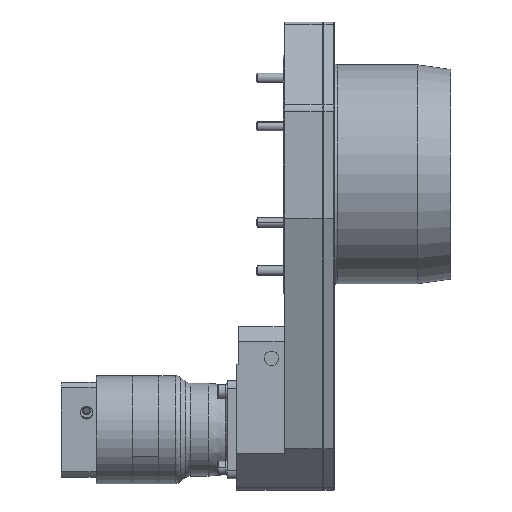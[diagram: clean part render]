
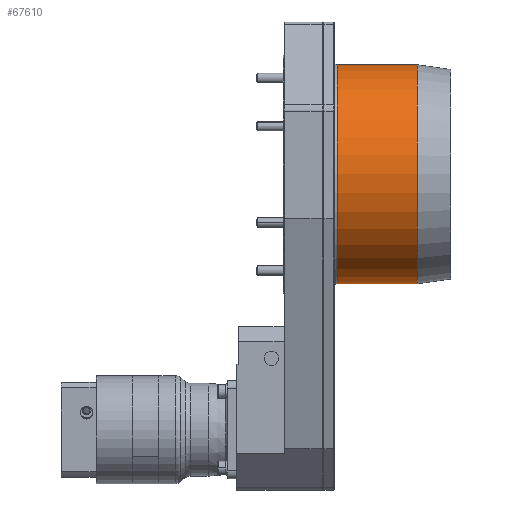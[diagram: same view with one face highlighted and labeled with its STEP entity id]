
A CAD part, left-side view. The second image highlights one B-rep face of the part: STEP entity #67610.
In plain terms, the highlighted cylindrical face has radius 69 mm (diameter 138 mm), a partial arc.
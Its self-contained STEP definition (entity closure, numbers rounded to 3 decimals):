
#894 = CARTESIAN_POINT ( 'NONE',  ( 0., -9., 69. ) ) ;
#1523 = CARTESIAN_POINT ( 'NONE',  ( 0., -7., 0. ) ) ;
#1662 = EDGE_CURVE ( 'NONE', #18171, #95581, #2788, .T. ) ;
#2788 = CIRCLE ( 'NONE', #2939, 69. ) ;
#2939 = AXIS2_PLACEMENT_3D ( 'NONE', #24874, #77688, #32511 ) ;
#4166 = CARTESIAN_POINT ( 'NONE',  ( 0., -59.51, -69. ) ) ;
#7385 = DIRECTION ( 'NONE',  ( 0., 1., 0. ) ) ;
#10230 = CYLINDRICAL_SURFACE ( 'NONE', #37369, 69. ) ;
#11947 = CARTESIAN_POINT ( 'NONE',  ( 0., -7., -69. ) ) ;
#12098 = DIRECTION ( 'NONE',  ( 0., 1., 0. ) ) ;
#18171 = VERTEX_POINT ( 'NONE', #894 ) ;
#19843 = LINE ( 'NONE', #95090, #55293 ) ;
#21974 = FACE_OUTER_BOUND ( 'NONE', #77391, .T. ) ;
#24874 = CARTESIAN_POINT ( 'NONE',  ( 0., -9., 0. ) ) ;
#27607 = CIRCLE ( 'NONE', #88780, 69. ) ;
#28624 = ORIENTED_EDGE ( 'NONE', *, *, #86754, .F. ) ;
#30221 = CARTESIAN_POINT ( 'NONE',  ( 0., -59.51, 0. ) ) ;
#32273 = DIRECTION ( 'NONE',  ( 0., 1., 0. ) ) ;
#32511 = DIRECTION ( 'NONE',  ( 0., 0., 1. ) ) ;
#36367 = DIRECTION ( 'NONE',  ( 0., 1., 0. ) ) ;
#37369 = AXIS2_PLACEMENT_3D ( 'NONE', #1523, #32273, #92072 ) ;
#37373 = ORIENTED_EDGE ( 'NONE', *, *, #69489, .T. ) ;
#39573 = EDGE_CURVE ( 'NONE', #63043, #18171, #19843, .T. ) ;
#55293 = VECTOR ( 'NONE', #12098, 1000. ) ;
#55490 = VERTEX_POINT ( 'NONE', #4166 ) ;
#59551 = DIRECTION ( 'NONE',  ( 0., 0., 1. ) ) ;
#60313 = CARTESIAN_POINT ( 'NONE',  ( 0., -9., -69. ) ) ;
#61585 = ORIENTED_EDGE ( 'NONE', *, *, #39573, .T. ) ;
#63043 = VERTEX_POINT ( 'NONE', #87028 ) ;
#67610 = ADVANCED_FACE ( 'NONE', ( #21974 ), #10230, .T. ) ;
#69489 = EDGE_CURVE ( 'NONE', #55490, #63043, #27607, .T. ) ;
#75838 = ORIENTED_EDGE ( 'NONE', *, *, #1662, .T. ) ;
#77391 = EDGE_LOOP ( 'NONE', ( #28624, #37373, #61585, #75838 ) ) ;
#77688 = DIRECTION ( 'NONE',  ( 0., -1., 0. ) ) ;
#83208 = LINE ( 'NONE', #11947, #91564 ) ;
#86754 = EDGE_CURVE ( 'NONE', #55490, #95581, #83208, .T. ) ;
#87028 = CARTESIAN_POINT ( 'NONE',  ( 0., -59.51, 69. ) ) ;
#88780 = AXIS2_PLACEMENT_3D ( 'NONE', #30221, #7385, #59551 ) ;
#91564 = VECTOR ( 'NONE', #36367, 1000. ) ;
#92072 = DIRECTION ( 'NONE',  ( 0., 0., 1. ) ) ;
#95090 = CARTESIAN_POINT ( 'NONE',  ( 0., -7., 69. ) ) ;
#95581 = VERTEX_POINT ( 'NONE', #60313 ) ;
